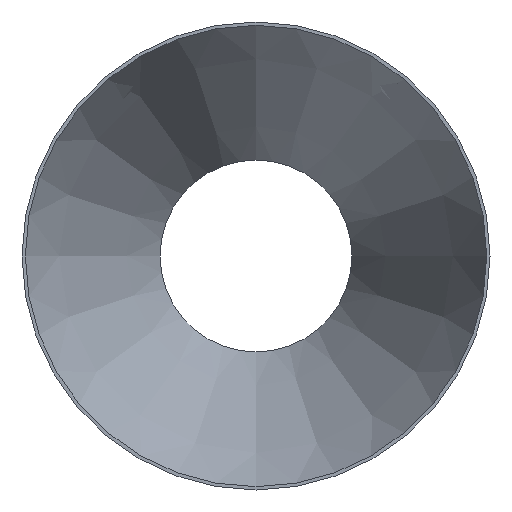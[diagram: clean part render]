
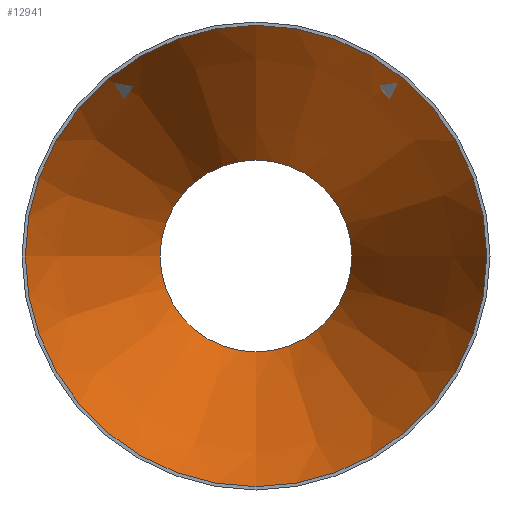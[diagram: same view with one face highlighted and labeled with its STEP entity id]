
A CAD part, front view. The second image highlights one B-rep face of the part: STEP entity #12941.
In plain terms, the highlighted conical face has half-angle 23.318 degrees and reference radius 149.822 mm.
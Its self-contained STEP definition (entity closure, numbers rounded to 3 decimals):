
#596 = CARTESIAN_POINT ( 'NONE',  ( 0., 0., -149.822 ) ) ;
#3220 = DIRECTION ( 'NONE',  ( 0., 0., -1. ) ) ;
#3835 = CARTESIAN_POINT ( 'NONE',  ( 0., 0., 0. ) ) ;
#7499 = EDGE_LOOP ( 'NONE', ( #11782 ) ) ;
#8157 = FACE_OUTER_BOUND ( 'NONE', #34236, .T. ) ;
#9013 = VERTEX_POINT ( 'NONE', #596 ) ;
#9484 = DIRECTION ( 'NONE',  ( 0., 0., -1. ) ) ;
#11525 = CONICAL_SURFACE ( 'NONE', #24925, 149.822, 0.407 ) ;
#11782 = ORIENTED_EDGE ( 'NONE', *, *, #30389, .F. ) ;
#12941 = ADVANCED_FACE ( 'NONE', ( #14388, #8157 ), #11525, .F. ) ;
#13773 = CIRCLE ( 'NONE', #34167, 149.822 ) ;
#14090 = ORIENTED_EDGE ( 'NONE', *, *, #22988, .T. ) ;
#14213 = DIRECTION ( 'NONE',  ( 0., -1., 0. ) ) ;
#14388 = FACE_BOUND ( 'NONE', #7499, .T. ) ;
#14800 = DIRECTION ( 'NONE',  ( 0., -1., 0. ) ) ;
#20109 = DIRECTION ( 'NONE',  ( 0., -1., 0. ) ) ;
#20336 = CARTESIAN_POINT ( 'NONE',  ( 0., 203., -62.322 ) ) ;
#22988 = EDGE_CURVE ( 'NONE', #9013, #9013, #13773, .T. ) ;
#24925 = AXIS2_PLACEMENT_3D ( 'NONE', #28257, #14213, #3220 ) ;
#25945 = DIRECTION ( 'NONE',  ( 0., 0., -1. ) ) ;
#26178 = VERTEX_POINT ( 'NONE', #20336 ) ;
#26933 = CIRCLE ( 'NONE', #31029, 62.322 ) ;
#28257 = CARTESIAN_POINT ( 'NONE',  ( 0., 0., 0. ) ) ;
#30389 = EDGE_CURVE ( 'NONE', #26178, #26178, #26933, .T. ) ;
#31029 = AXIS2_PLACEMENT_3D ( 'NONE', #32137, #14800, #9484 ) ;
#32137 = CARTESIAN_POINT ( 'NONE',  ( 0., 203., 0. ) ) ;
#34167 = AXIS2_PLACEMENT_3D ( 'NONE', #3835, #20109, #25945 ) ;
#34236 = EDGE_LOOP ( 'NONE', ( #14090 ) ) ;
